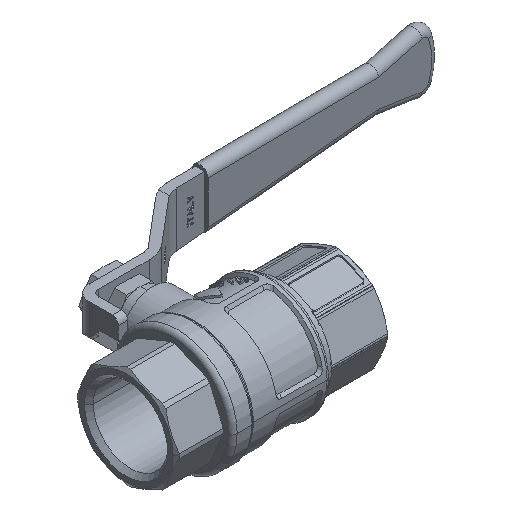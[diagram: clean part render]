
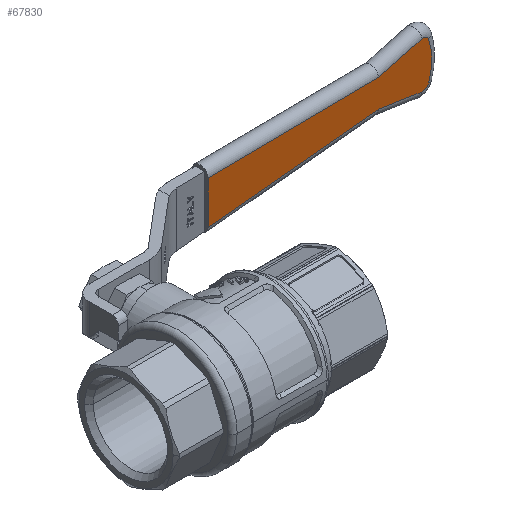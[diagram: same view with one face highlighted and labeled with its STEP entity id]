
A CAD part, isometric view. The second image highlights one B-rep face of the part: STEP entity #67830.
In plain terms, the highlighted face is planar.
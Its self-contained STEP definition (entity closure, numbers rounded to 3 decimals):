
#65510=CARTESIAN_POINT('',(-0.081,47.71,
-15.401));
#65520=DIRECTION('',(-0.98,0.051,
0.193));
#65530=VECTOR('',#65520,1.);
#65540=LINE('',#65510,#65530);
#65550=CARTESIAN_POINT('',(-100.275,52.961,
4.355));
#65560=VERTEX_POINT('',#65550);
#65570=CARTESIAN_POINT('',(-115.189,53.742,
7.296));
#65580=VERTEX_POINT('',#65570);
#65590=EDGE_CURVE('',#65560,#65580,#65540,.T.);
#66000=CARTESIAN_POINT('',(-115.575,53.763,
5.333));
#66010=DIRECTION('',(0.052,0.999,0.));
#66020=DIRECTION('',(-0.999,0.052,0.));
#66030=AXIS2_PLACEMENT_3D('',#66000,#66010,#66020);
#66040=CIRCLE('',#66030,2.);
#66050=CARTESIAN_POINT('',(-117.459,53.861,
5.997));
#66060=VERTEX_POINT('',#66050);
#66070=EDGE_CURVE('',#66060,#65580,#66040,.T.);
#67080=CARTESIAN_POINT('',(-100.031,52.948,
-0.139));
#67090=DIRECTION('',(0.052,0.999,0.));
#67100=DIRECTION('',(-0.999,0.052,0.));
#67110=AXIS2_PLACEMENT_3D('',#67080,#67090,#67100);
#67120=CIRCLE('',#67110,18.5);
#67130=CARTESIAN_POINT('',(-117.459,53.861,
-6.275));
#67140=VERTEX_POINT('',#67130);
#67150=EDGE_CURVE('',#67140,#66060,#67120,.T.);
#67340=CARTESIAN_POINT('',(-41.951,49.904,
-0.139));
#67350=DIRECTION('',(-0.052,-0.999,0.));
#67360=DIRECTION('',(0.999,-0.052,0.));
#67370=AXIS2_PLACEMENT_3D('',#67340,#67350,#67360);
#67380=PLANE('',#67370);
#67390=CARTESIAN_POINT('',(-0.081,47.71,
-8.85));
#67400=DIRECTION('',(-0.998,0.052,
0.042));
#67410=VECTOR('',#67400,1.);
#67420=LINE('',#67390,#67410);
#67430=CARTESIAN_POINT('',(-41.951,49.904,
-7.088));
#67440=VERTEX_POINT('',#67430);
#67450=CARTESIAN_POINT('',(-100.275,52.961,
-4.633));
#67460=VERTEX_POINT('',#67450);
#67470=EDGE_CURVE('',#67440,#67460,#67420,.T.);
#67480=ORIENTED_EDGE('',*,*,#67470,.F.);
#67490=CARTESIAN_POINT('',(-0.081,47.71,
15.123));
#67500=DIRECTION('',(-0.98,0.051,
-0.193));
#67510=VECTOR('',#67500,1.);
#67520=LINE('',#67490,#67510);
#67530=CARTESIAN_POINT('',(-115.189,53.742,
-7.574));
#67540=VERTEX_POINT('',#67530);
#67550=EDGE_CURVE('',#67460,#67540,#67520,.T.);
#67560=ORIENTED_EDGE('',*,*,#67550,.F.);
#67570=CARTESIAN_POINT('',(-115.575,53.763,
-5.611));
#67580=DIRECTION('',(0.052,0.999,0.));
#67590=DIRECTION('',(-0.999,0.052,0.));
#67600=AXIS2_PLACEMENT_3D('',#67570,#67580,#67590);
#67610=CIRCLE('',#67600,2.);
#67620=EDGE_CURVE('',#67540,#67140,#67610,.T.);
#67630=ORIENTED_EDGE('',*,*,#67620,.F.);
#67640=ORIENTED_EDGE('',*,*,#67150,.F.);
#67650=ORIENTED_EDGE('',*,*,#66070,.F.);
#67660=ORIENTED_EDGE('',*,*,#65590,.T.);
#67670=CARTESIAN_POINT('',(-0.081,47.71,
8.572));
#67680=DIRECTION('',(-0.998,0.052,
-0.042));
#67690=VECTOR('',#67680,1.);
#67700=LINE('',#67670,#67690);
#67710=CARTESIAN_POINT('',(-41.951,49.904,
6.81));
#67720=VERTEX_POINT('',#67710);
#67730=EDGE_CURVE('',#67720,#65560,#67700,.T.);
#67740=ORIENTED_EDGE('',*,*,#67730,.T.);
#67750=CARTESIAN_POINT('',(-41.951,49.904,
-0.139));
#67760=DIRECTION('',(0.,0.,-1.));
#67770=VECTOR('',#67760,1.);
#67780=LINE('',#67750,#67770);
#67790=EDGE_CURVE('',#67720,#67440,#67780,.T.);
#67800=ORIENTED_EDGE('',*,*,#67790,.F.);
#67810=EDGE_LOOP('',(#67800,#67740,#67660,#67650,#67640,#67630,#67560,
#67480));
#67820=FACE_OUTER_BOUND('',#67810,.T.);
#67830=ADVANCED_FACE('',(#67820),#67380,.T.);
